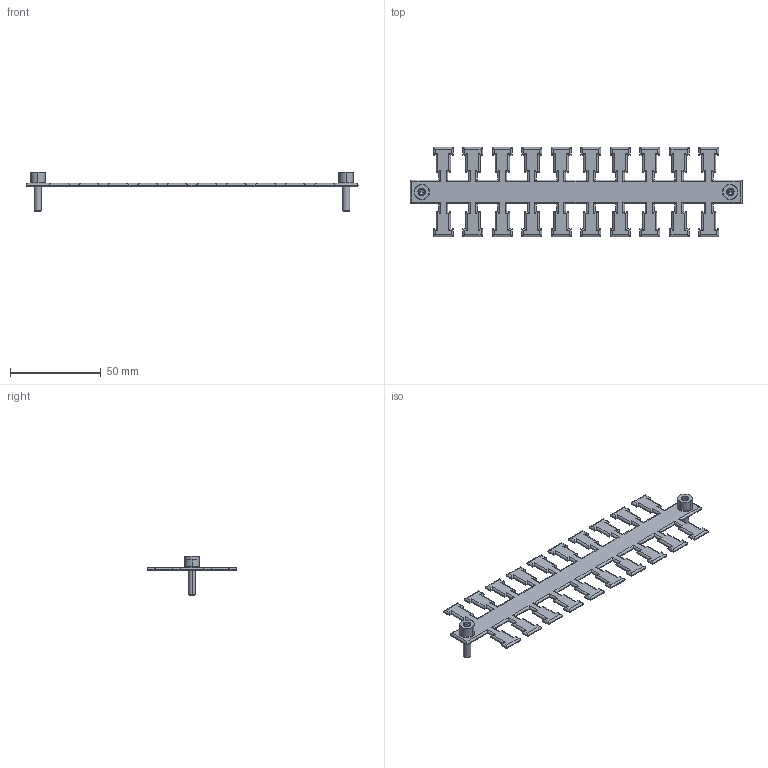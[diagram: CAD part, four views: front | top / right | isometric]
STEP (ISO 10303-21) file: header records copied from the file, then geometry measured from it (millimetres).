
FILE_DESCRIPTION (( 'STEP AP214' ), '1' );
FILE_NAME ('1041-014.STEP', '2024-08-28T08:33:52', ( '' ), ( '' ), 'SwSTEP 2.0', 'SolidWorks 2022', '' );
FILE_SCHEMA (( 'AUTOMOTIVE_DESIGN' ));
Length unit declared in the file: millimetre
Products named in the file (5): 1041-035; DIN 912 M4 x 16 --- 16C_DIN 912 M4 x 16 --- 16C; 1041-021; 8010-012 U. Scheibe; 1041-014
Assembly tree (7 placements, depth 2):
  1041-014
    1041-035
    8010-012 U. Scheibe  x2
    1041-021  x2
    DIN 912 M4 x 16 --- 16C_DIN 912 M4 x 16 --- 16C  x2
Bounding box: 182.5 x 49 x 21.5 mm (x, y, z)
Volume: 11139.7 mm3; surface area: 13745.9 mm2
Topology: 7 solids, 7 shells, 576 faces, 1404 edges, 842 vertices
Faces by surface type: cylinder 512, plane 40, torus 16, cone 8
Entity records: 15466 total; most frequent: CARTESIAN_POINT 4124, ORIENTED_EDGE 2640, DIRECTION 1986, EDGE_CURVE 1320, VERTEX_POINT 793, VECTOR 772, LINE 772, AXIS2_PLACEMENT_3D 607
